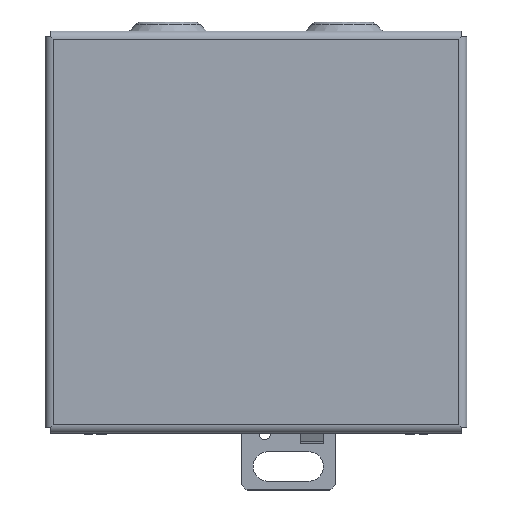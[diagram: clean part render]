
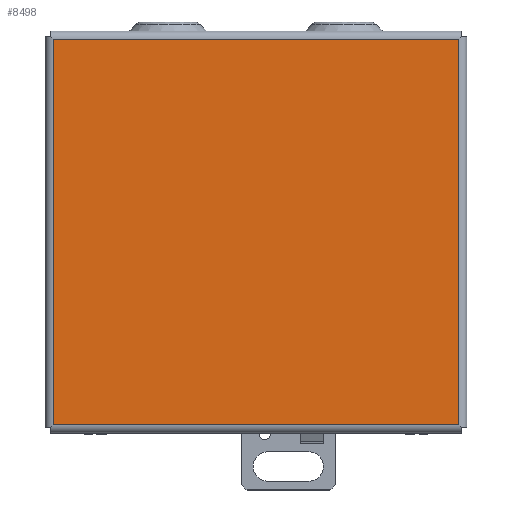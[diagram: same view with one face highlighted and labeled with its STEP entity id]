
A CAD part, top view. The second image highlights one B-rep face of the part: STEP entity #8498.
In plain terms, the highlighted planar face has unit normal (0, 0, 1).
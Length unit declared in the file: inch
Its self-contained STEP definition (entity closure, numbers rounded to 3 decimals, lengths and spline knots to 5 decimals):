
#51 = VECTOR ( 'NONE', #3431, 39.37008 ) ;
#133 = LINE ( 'NONE', #14685, #10108 ) ;
#309 = VERTEX_POINT ( 'NONE', #8690 ) ;
#921 = LINE ( 'NONE', #9495, #51 ) ;
#1272 = DIRECTION ( 'NONE',  ( -1., 0., 0. ) ) ;
#1402 = VERTEX_POINT ( 'NONE', #15184 ) ;
#1572 = DIRECTION ( 'NONE',  ( -1., 0., 0. ) ) ;
#1751 = LINE ( 'NONE', #12540, #6870 ) ;
#1907 = AXIS2_PLACEMENT_3D ( 'NONE', #3911, #7411, #1272 ) ;
#2570 = EDGE_CURVE ( 'NONE', #1402, #12072, #1751, .T. ) ;
#3054 = EDGE_LOOP ( 'NONE', ( #12276, #6535, #7135, #12571 ) ) ;
#3431 = DIRECTION ( 'NONE',  ( 1., 0., 0. ) ) ;
#3908 = DIRECTION ( 'NONE',  ( 0., 1., 0. ) ) ;
#3911 = CARTESIAN_POINT ( 'NONE',  ( 2.1585, -0.029, 2.0285 ) ) ;
#4830 = DIRECTION ( 'NONE',  ( 0., -1., 0. ) ) ;
#5148 = VERTEX_POINT ( 'NONE', #5790 ) ;
#5790 = CARTESIAN_POINT ( 'NONE',  ( 2.1585, -4.135, 2.0285 ) ) ;
#6535 = ORIENTED_EDGE ( 'NONE', *, *, #8817, .F. ) ;
#6870 = VECTOR ( 'NONE', #3908, 39.37008 ) ;
#7040 = EDGE_CURVE ( 'NONE', #12072, #309, #921, .T. ) ;
#7135 = ORIENTED_EDGE ( 'NONE', *, *, #7539, .F. ) ;
#7411 = DIRECTION ( 'NONE',  ( 0., 0., 1. ) ) ;
#7539 = EDGE_CURVE ( 'NONE', #309, #5148, #14266, .T. ) ;
#8185 = CARTESIAN_POINT ( 'NONE',  ( 2.1585, -0.029, 2.0285 ) ) ;
#8498 = ADVANCED_FACE ( 'NONE', ( #14710 ), #13739, .T. ) ;
#8690 = CARTESIAN_POINT ( 'NONE',  ( 2.1585, -0.029, 2.0285 ) ) ;
#8817 = EDGE_CURVE ( 'NONE', #5148, #1402, #133, .T. ) ;
#9495 = CARTESIAN_POINT ( 'NONE',  ( -2.1585, -0.029, 2.0285 ) ) ;
#10108 = VECTOR ( 'NONE', #1572, 39.37008 ) ;
#10300 = CARTESIAN_POINT ( 'NONE',  ( -2.1585, -0.029, 2.0285 ) ) ;
#12072 = VERTEX_POINT ( 'NONE', #10300 ) ;
#12276 = ORIENTED_EDGE ( 'NONE', *, *, #2570, .F. ) ;
#12540 = CARTESIAN_POINT ( 'NONE',  ( -2.1585, -4.135, 2.0285 ) ) ;
#12571 = ORIENTED_EDGE ( 'NONE', *, *, #7040, .F. ) ;
#13739 = PLANE ( 'NONE',  #1907 ) ;
#14266 = LINE ( 'NONE', #8185, #14354 ) ;
#14354 = VECTOR ( 'NONE', #4830, 39.37008 ) ;
#14685 = CARTESIAN_POINT ( 'NONE',  ( 2.1585, -4.135, 2.0285 ) ) ;
#14710 = FACE_OUTER_BOUND ( 'NONE', #3054, .T. ) ;
#15184 = CARTESIAN_POINT ( 'NONE',  ( -2.1585, -4.135, 2.0285 ) ) ;
